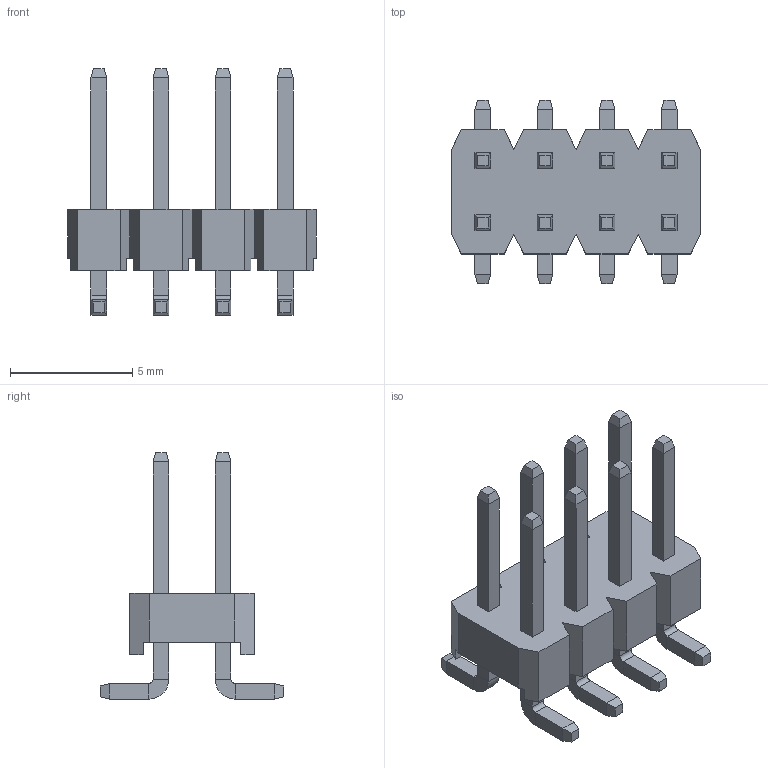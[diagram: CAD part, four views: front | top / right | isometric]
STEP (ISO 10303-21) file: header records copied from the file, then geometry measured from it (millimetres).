
FILE_DESCRIPTION (( 'STEP AP214' ), '1' );
FILE_NAME ('FPH25471-D08S1014181109M-REF.STEP', '2026-02-28T03:38:53', ( '' ), ( '' ), 'SwSTEP 2.0', 'SolidWorks 2021', '' );
FILE_SCHEMA (( 'AUTOMOTIVE_DESIGN' ));
Length unit declared in the file: millimetre
Products named in the file (1): FPH25471-D08S1014181109M-REF
Bounding box: 10.16 x 7.5 x 10.07 mm (x, y, z)
Volume: 134.6 mm3; surface area: 389.1 mm2
Topology: 1 solids, 1 shells, 252 faces, 574 edges, 340 vertices
Faces by surface type: plane 236, cylinder 16
Entity records: 6820 total; most frequent: CARTESIAN_POINT 1167, ORIENTED_EDGE 1148, DIRECTION 1112, EDGE_CURVE 574, VECTOR 542, LINE 542, VERTEX_POINT 340, AXIS2_PLACEMENT_3D 285
